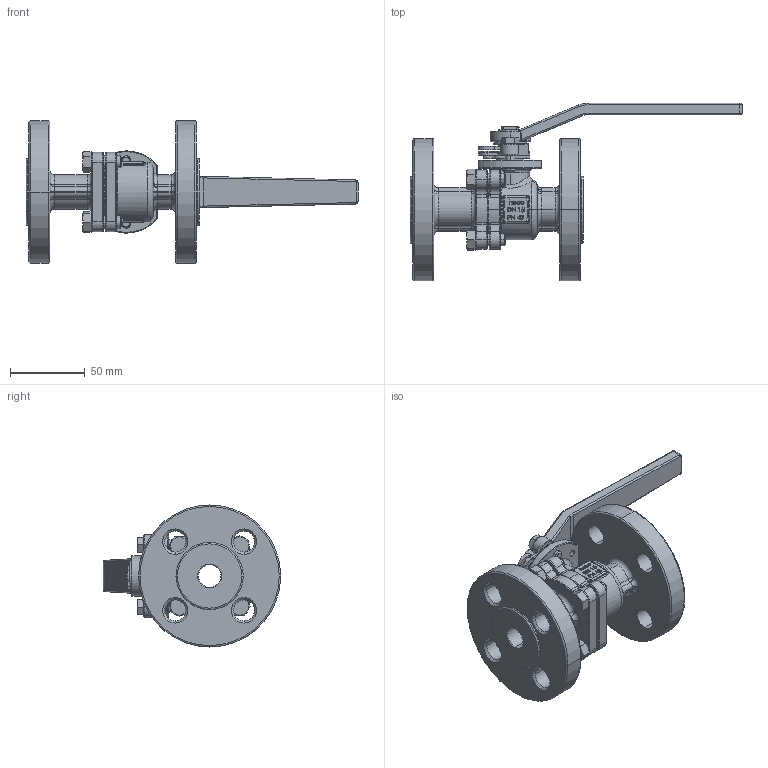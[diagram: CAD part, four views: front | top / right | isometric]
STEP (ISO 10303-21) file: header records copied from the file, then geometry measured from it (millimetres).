
FILE_DESCRIPTION (( 'STEP AP214' ), '1' );
FILE_NAME ('FK-012-000-4 Flanschkugelhahn heco step214.STEP', '2008-03-11T10:09:20', ( ' ' ), ( '' ), 'SwSTEP 2.0', 'SolidWorks 2005235', '' );
FILE_SCHEMA (( 'AUTOMOTIVE_DESIGN' ));
Length unit declared in the file: millimetre
Products named in the file (1): FK-012-000-4 Flanschkugelhahn heco step214
Bounding box: 222 x 118.59 x 95 mm (x, y, z)
Volume: 313853.7 mm3; surface area: 78617.8 mm2
Topology: 1 solids, 1 shells, 1153 faces, 2819 edges, 1713 vertices
Faces by surface type: plane 334, cylinder 288, bspline 214, torus 155, cone 130, sphere 32
Entity records: 86717 total; most frequent: CARTESIAN_POINT 48024, ORIENTED_EDGE 5598, DIRECTION 5129, EDGE_CURVE 2799, AXIS2_PLACEMENT_3D 1981, VERTEX_POINT 1713, EDGE_LOOP 1262, VECTOR 1167
